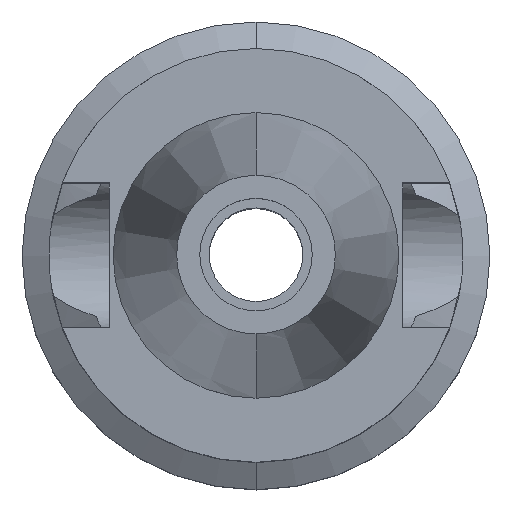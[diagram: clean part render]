
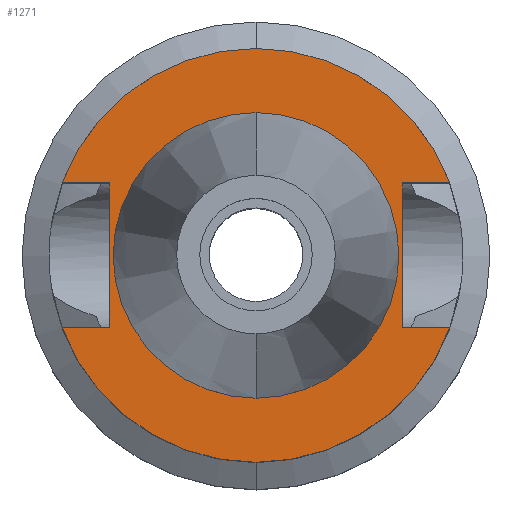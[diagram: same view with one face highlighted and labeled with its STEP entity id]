
A CAD part, top view. The second image highlights one B-rep face of the part: STEP entity #1271.
In plain terms, the highlighted planar face has unit normal (0, 0, 1).
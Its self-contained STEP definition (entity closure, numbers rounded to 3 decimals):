
#94=DIRECTION('',(0.,1.,0.));
#95=VECTOR('',#94,16.1);
#96=CARTESIAN_POINT('',(-16.3,-8.05,-1.));
#97=LINE('',#96,#95);
#101=DIRECTION('',(-1.,0.,0.));
#102=VECTOR('',#101,5.245);
#103=CARTESIAN_POINT('',(-16.3,8.05,-1.));
#104=LINE('',#103,#102);
#108=CARTESIAN_POINT('',(0.,0.,-1.));
#109=DIRECTION('',(0.,0.,-1.));
#110=DIRECTION('',(-0.937,0.35,0.));
#111=AXIS2_PLACEMENT_3D('',#108,#109,#110);
#116=CARTESIAN_POINT('',(0.,0.,-1.));
#117=DIRECTION('',(0.,0.,-1.));
#118=DIRECTION('',(0.,1.,0.));
#119=AXIS2_PLACEMENT_3D('',#116,#117,#118);
#124=DIRECTION('',(0.,-1.,0.));
#125=VECTOR('',#124,16.1);
#126=CARTESIAN_POINT('',(16.3,8.05,-1.));
#127=LINE('',#126,#125);
#131=DIRECTION('',(1.,0.,0.));
#132=VECTOR('',#131,5.245);
#133=CARTESIAN_POINT('',(16.3,-8.05,-1.));
#134=LINE('',#133,#132);
#138=CARTESIAN_POINT('',(0.,0.,-1.));
#139=DIRECTION('',(0.,0.,-1.));
#140=DIRECTION('',(0.937,-0.35,0.));
#141=AXIS2_PLACEMENT_3D('',#138,#139,#140);
#146=CARTESIAN_POINT('',(0.,0.,-1.));
#147=DIRECTION('',(0.,0.,-1.));
#148=DIRECTION('',(0.,-1.,0.));
#149=AXIS2_PLACEMENT_3D('',#146,#147,#148);
#154=CARTESIAN_POINT('',(0.,0.,-1.));
#155=DIRECTION('',(0.,0.,1.));
#156=DIRECTION('',(0.,-1.,0.));
#157=AXIS2_PLACEMENT_3D('',#154,#155,#156);
#162=CARTESIAN_POINT('',(0.,0.,-1.));
#163=DIRECTION('',(0.,0.,1.));
#164=DIRECTION('',(0.,1.,0.));
#165=AXIS2_PLACEMENT_3D('',#162,#163,#164);
#210=DIRECTION('',(-1.,0.,0.));
#211=VECTOR('',#210,5.245);
#212=CARTESIAN_POINT('',(-16.3,-8.05,-1.));
#213=LINE('',#212,#211);
#333=DIRECTION('',(1.,0.,0.));
#334=VECTOR('',#333,5.245);
#335=CARTESIAN_POINT('',(16.3,8.05,-1.));
#336=LINE('',#335,#334);
#1138=CARTESIAN_POINT('',(-16.3,-8.05,-1.));
#1139=VERTEX_POINT('',#1138);
#1140=CARTESIAN_POINT('',(-21.545,-8.05,-1.));
#1141=VERTEX_POINT('',#1140);
#1142=CARTESIAN_POINT('',(-16.3,8.05,-1.));
#1143=VERTEX_POINT('',#1142);
#1144=CARTESIAN_POINT('',(-21.545,8.05,-1.));
#1145=VERTEX_POINT('',#1144);
#1146=CARTESIAN_POINT('',(0.,23.,-1.));
#1147=CARTESIAN_POINT('',(21.545,8.05,-1.));
#1148=VERTEX_POINT('',#1146);
#1149=VERTEX_POINT('',#1147);
#1150=CARTESIAN_POINT('',(16.3,8.05,-1.));
#1151=VERTEX_POINT('',#1150);
#1152=CARTESIAN_POINT('',(16.3,-8.05,-1.));
#1153=VERTEX_POINT('',#1152);
#1154=CARTESIAN_POINT('',(21.545,-8.05,-1.));
#1155=VERTEX_POINT('',#1154);
#1156=CARTESIAN_POINT('',(0.,-23.,-1.));
#1157=VERTEX_POINT('',#1156);
#1158=CARTESIAN_POINT('',(0.,-15.875,-1.));
#1159=CARTESIAN_POINT('',(0.,15.875,-1.));
#1160=VERTEX_POINT('',#1158);
#1161=VERTEX_POINT('',#1159);
#1240=CARTESIAN_POINT('',(0.,0.,-1.));
#1241=DIRECTION('',(0.,0.,-1.));
#1242=DIRECTION('',(0.,-1.,0.));
#1243=AXIS2_PLACEMENT_3D('',#1240,#1241,#1242);
#1244=PLANE('',#1243);
#1246=ORIENTED_EDGE('',*,*,#1245,.T.);
#1248=ORIENTED_EDGE('',*,*,#1247,.T.);
#1250=ORIENTED_EDGE('',*,*,#1249,.T.);
#1252=ORIENTED_EDGE('',*,*,#1251,.T.);
#1254=ORIENTED_EDGE('',*,*,#1253,.F.);
#1256=ORIENTED_EDGE('',*,*,#1255,.T.);
#1258=ORIENTED_EDGE('',*,*,#1257,.T.);
#1260=ORIENTED_EDGE('',*,*,#1259,.T.);
#1262=ORIENTED_EDGE('',*,*,#1261,.T.);
#1264=ORIENTED_EDGE('',*,*,#1263,.F.);
#1265=EDGE_LOOP('',(#1246,#1248,#1250,#1252,#1254,#1256,#1258,#1260,#1262,
#1264));
#1266=FACE_OUTER_BOUND('',#1265,.F.);
#1267=ORIENTED_EDGE('',*,*,#1219,.T.);
#1268=ORIENTED_EDGE('',*,*,#1235,.T.);
#1269=EDGE_LOOP('',(#1267,#1268));
#1270=FACE_BOUND('',#1269,.F.);
#112=CIRCLE('',#111,23.);
#120=CIRCLE('',#119,23.);
#142=CIRCLE('',#141,23.);
#150=CIRCLE('',#149,23.);
#158=CIRCLE('',#157,15.875);
#166=CIRCLE('',#165,15.875);
#1219=EDGE_CURVE('',#1160,#1161,#158,.T.);
#1235=EDGE_CURVE('',#1161,#1160,#166,.T.);
#1245=EDGE_CURVE('',#1139,#1143,#97,.T.);
#1247=EDGE_CURVE('',#1143,#1145,#104,.T.);
#1249=EDGE_CURVE('',#1145,#1148,#112,.T.);
#1251=EDGE_CURVE('',#1148,#1149,#120,.T.);
#1253=EDGE_CURVE('',#1151,#1149,#336,.T.);
#1255=EDGE_CURVE('',#1151,#1153,#127,.T.);
#1257=EDGE_CURVE('',#1153,#1155,#134,.T.);
#1259=EDGE_CURVE('',#1155,#1157,#142,.T.);
#1261=EDGE_CURVE('',#1157,#1141,#150,.T.);
#1263=EDGE_CURVE('',#1139,#1141,#213,.T.);
#1271=ADVANCED_FACE('',(#1266,#1270),#1244,.F.);
